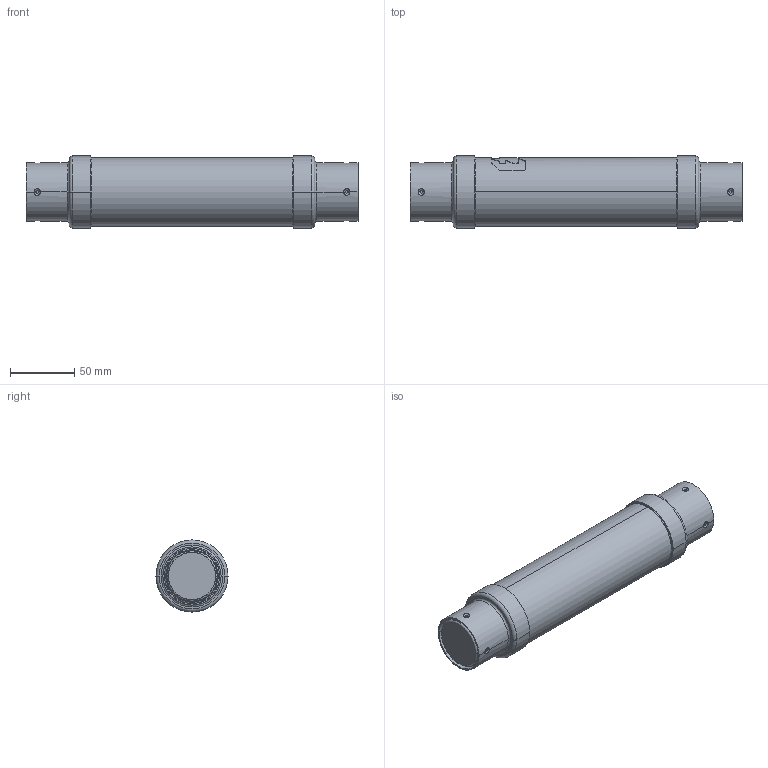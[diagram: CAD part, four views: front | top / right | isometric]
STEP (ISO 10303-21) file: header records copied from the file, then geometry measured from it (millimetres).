
FILE_DESCRIPTION((''),'2;1');
FILE_NAME('53_192_ASM','2021-04-02T',('marketing.praksa'),('Audax d.o.o.'),'CREO PARAMETRIC BY PTC INC, 2017480','CREO PARAMETRIC BY PTC INC, 2017480','');
FILE_SCHEMA(('AUTOMOTIVE_DESIGN { 1 0 10303 214 1 1 1 1 }'));
Length unit declared in the file: millimetre
Products named in the file (10): 0000030770_1_1_2; 0000061570_1_1_2_3_4; 0000061580_1_1_2_3_4; 0000069054_1_1_2_3_4_1; 0000069054_1_1_2_3_4_2; 0000069054_1_1_2_3_4_3; ASM0090_ASM; 0000069054_1_1_2_3_4_ASM; BASE_53-192; 53_192_ASM
Assembly tree (10 placements, depth 4):
  53_192_ASM
    0000030770_1_1_2  x2
    0000061570_1_1_2_3_4
    0000061580_1_1_2_3_4
    0000069054_1_1_2_3_4_ASM
      ASM0090_ASM
        0000069054_1_1_2_3_4_1
        0000069054_1_1_2_3_4_2
        0000069054_1_1_2_3_4_3
    BASE_53-192
Bounding box: 258 x 56 x 56 mm (x, y, z)
Volume: 189546.9 mm3; surface area: 102430.9 mm2
Topology: 8 solids, 8 shells, 381 faces, 994 edges, 650 vertices
Faces by surface type: cylinder 131, bspline 96, plane 90, torus 60, cone 4
Entity records: 20157 total; most frequent: CARTESIAN_POINT 7810, ORIENTED_EDGE 1492, DIRECTION 1288, PRESENTATION_STYLE_ASSIGNMENT 1016, STYLED_ITEM 961, CURVE_STYLE 746, EDGE_CURVE 746, AXIS2_PLACEMENT_3D 541
